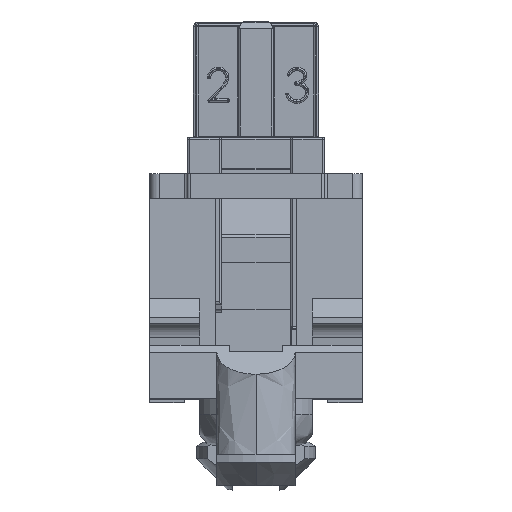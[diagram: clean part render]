
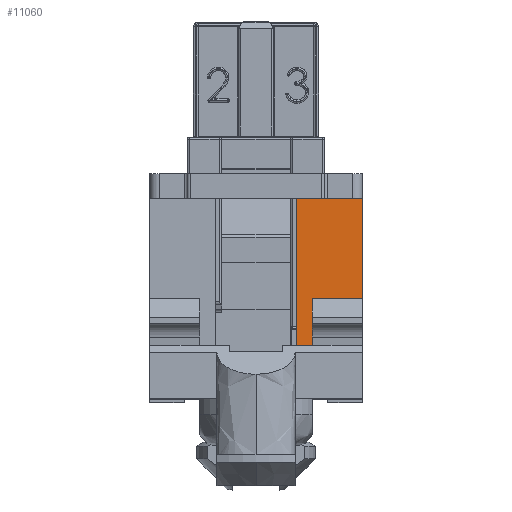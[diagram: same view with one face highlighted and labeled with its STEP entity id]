
A CAD part, top view. The second image highlights one B-rep face of the part: STEP entity #11060.
In plain terms, the highlighted planar face has unit normal (0, 0, 1).
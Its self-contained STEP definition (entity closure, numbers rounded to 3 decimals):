
#327 = CARTESIAN_POINT ( 'NONE',  ( 3.4, 2.8, 5.5 ) ) ;
#1174 = VERTEX_POINT ( 'NONE', #3647 ) ;
#1227 = DIRECTION ( 'NONE',  ( 0., 1., 0. ) ) ;
#1240 = DIRECTION ( 'NONE',  ( 0., -1., 0. ) ) ;
#1400 = EDGE_CURVE ( 'NONE', #11888, #15910, #14216, .T. ) ;
#2331 = CARTESIAN_POINT ( 'NONE',  ( 3.4, 3.6, 5.5 ) ) ;
#2344 = CARTESIAN_POINT ( 'NONE',  ( 3.4, -0.4, 5.5 ) ) ;
#2930 = CARTESIAN_POINT ( 'NONE',  ( 1.8, -2.9, 5.5 ) ) ;
#3031 = ORIENTED_EDGE ( 'NONE', *, *, #7169, .F. ) ;
#3203 = EDGE_CURVE ( 'NONE', #11888, #8438, #12886, .T. ) ;
#3239 = CARTESIAN_POINT ( 'NONE',  ( 1.8, -3.7, 5.5 ) ) ;
#3584 = CARTESIAN_POINT ( 'NONE',  ( 1.3, -10., 5.5 ) ) ;
#3647 = CARTESIAN_POINT ( 'NONE',  ( 1.3, 2.8, 5.5 ) ) ;
#3768 = VERTEX_POINT ( 'NONE', #2344 ) ;
#4441 = CARTESIAN_POINT ( 'NONE',  ( 1.3, -2.9, 5.5 ) ) ;
#5213 = LINE ( 'NONE', #15080, #12297 ) ;
#5258 = VECTOR ( 'NONE', #14635, 1000. ) ;
#5631 = ORIENTED_EDGE ( 'NONE', *, *, #3203, .F. ) ;
#5638 = DIRECTION ( 'NONE',  ( -1., 0., 0. ) ) ;
#5847 = EDGE_LOOP ( 'NONE', ( #5631, #6683, #13628, #9046, #3031, #11675 ) ) ;
#5887 = EDGE_CURVE ( 'NONE', #8438, #1174, #10000, .T. ) ;
#6205 = CARTESIAN_POINT ( 'NONE',  ( 1.8, -0.4, 5.5 ) ) ;
#6657 = VECTOR ( 'NONE', #10723, 1000. ) ;
#6683 = ORIENTED_EDGE ( 'NONE', *, *, #1400, .T. ) ;
#7129 = LINE ( 'NONE', #12104, #5258 ) ;
#7169 = EDGE_CURVE ( 'NONE', #1174, #9655, #9009, .T. ) ;
#7266 = DIRECTION ( 'NONE',  ( 0., 0., -1. ) ) ;
#8438 = VERTEX_POINT ( 'NONE', #4441 ) ;
#8491 = FACE_OUTER_BOUND ( 'NONE', #5847, .T. ) ;
#8532 = VECTOR ( 'NONE', #1227, 1000. ) ;
#9009 = LINE ( 'NONE', #327, #12660 ) ;
#9046 = ORIENTED_EDGE ( 'NONE', *, *, #11765, .F. ) ;
#9655 = VERTEX_POINT ( 'NONE', #16018 ) ;
#9933 = AXIS2_PLACEMENT_3D ( 'NONE', #2331, #7266, #12245 ) ;
#10000 = LINE ( 'NONE', #3584, #8532 ) ;
#10438 = CARTESIAN_POINT ( 'NONE',  ( 3.4, -2.9, 5.5 ) ) ;
#10565 = EDGE_CURVE ( 'NONE', #3768, #15910, #7129, .T. ) ;
#10723 = DIRECTION ( 'NONE',  ( 0., 1., 0. ) ) ;
#11060 = ADVANCED_FACE ( 'NONE', ( #8491 ), #13476, .F. ) ;
#11675 = ORIENTED_EDGE ( 'NONE', *, *, #5887, .F. ) ;
#11765 = EDGE_CURVE ( 'NONE', #9655, #3768, #5213, .T. ) ;
#11888 = VERTEX_POINT ( 'NONE', #2930 ) ;
#12104 = CARTESIAN_POINT ( 'NONE',  ( 3.4, -0.4, 5.5 ) ) ;
#12245 = DIRECTION ( 'NONE',  ( -1., 0., 0. ) ) ;
#12297 = VECTOR ( 'NONE', #1240, 1000. ) ;
#12660 = VECTOR ( 'NONE', #13908, 1000. ) ;
#12886 = LINE ( 'NONE', #10438, #13436 ) ;
#13436 = VECTOR ( 'NONE', #5638, 1000. ) ;
#13476 = PLANE ( 'NONE',  #9933 ) ;
#13628 = ORIENTED_EDGE ( 'NONE', *, *, #10565, .F. ) ;
#13908 = DIRECTION ( 'NONE',  ( 1., 0., 0. ) ) ;
#14216 = LINE ( 'NONE', #3239, #6657 ) ;
#14635 = DIRECTION ( 'NONE',  ( -1., 0., 0. ) ) ;
#15080 = CARTESIAN_POINT ( 'NONE',  ( 3.4, 3.6, 5.5 ) ) ;
#15910 = VERTEX_POINT ( 'NONE', #6205 ) ;
#16018 = CARTESIAN_POINT ( 'NONE',  ( 3.4, 2.8, 5.5 ) ) ;
